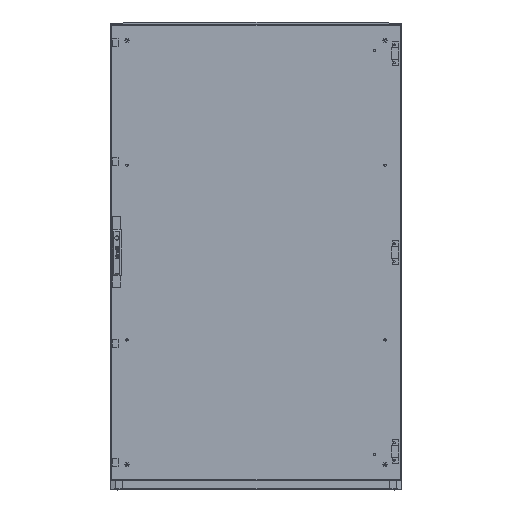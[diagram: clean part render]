
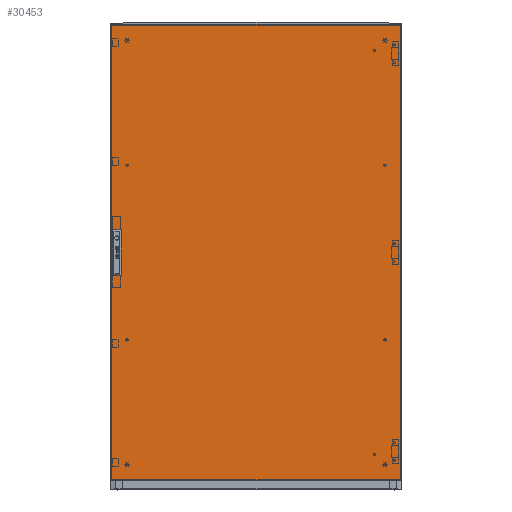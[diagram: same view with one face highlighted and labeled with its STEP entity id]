
A CAD part, top view. The second image highlights one B-rep face of the part: STEP entity #30453.
In plain terms, the highlighted planar face has unit normal (0, 0, 1).
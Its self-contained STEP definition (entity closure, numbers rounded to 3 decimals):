
#9 = CARTESIAN_POINT ( 'NONE',  ( 497., -783.5, 0. ) ) ;
#1114 = AXIS2_PLACEMENT_3D ( 'NONE', #80111, #47399, #104856 ) ;
#2741 = LINE ( 'NONE', #79373, #43780 ) ;
#3779 = CARTESIAN_POINT ( 'NONE',  ( -497., -783.5, 0. ) ) ;
#5487 = CARTESIAN_POINT ( 'NONE',  ( 497., 783.5, 0. ) ) ;
#9183 = VECTOR ( 'NONE', #66155, 1000. ) ;
#10105 = VERTEX_POINT ( 'NONE', #9 ) ;
#10287 = EDGE_CURVE ( 'NONE', #59829, #10105, #55285, .T. ) ;
#12180 = DIRECTION ( 'NONE',  ( 0., -1., 0. ) ) ;
#13651 = DIRECTION ( 'NONE',  ( 1., 0., 0. ) ) ;
#15496 = FACE_OUTER_BOUND ( 'NONE', #49063, .T. ) ;
#20800 = CARTESIAN_POINT ( 'NONE',  ( -493.4, 78.5, 0. ) ) ;
#22603 = VECTOR ( 'NONE', #103176, 1000. ) ;
#23768 = LINE ( 'NONE', #53257, #43187 ) ;
#29377 = ORIENTED_EDGE ( 'NONE', *, *, #74082, .T. ) ;
#30250 = CARTESIAN_POINT ( 'NONE',  ( -493.4, -78.5, 0. ) ) ;
#30453 = ADVANCED_FACE ( 'NONE', ( #78530, #15496 ), #63617, .T. ) ;
#30684 = VECTOR ( 'NONE', #76400, 1000. ) ;
#31303 = VECTOR ( 'NONE', #34809, 1000. ) ;
#31915 = ORIENTED_EDGE ( 'NONE', *, *, #10287, .T. ) ;
#32929 = ORIENTED_EDGE ( 'NONE', *, *, #93207, .T. ) ;
#34240 = VERTEX_POINT ( 'NONE', #20800 ) ;
#34809 = DIRECTION ( 'NONE',  ( 0., -1., 0. ) ) ;
#37262 = VERTEX_POINT ( 'NONE', #5487 ) ;
#39195 = EDGE_CURVE ( 'NONE', #34240, #53718, #99702, .T. ) ;
#43103 = CARTESIAN_POINT ( 'NONE',  ( -497., 783.5, 0. ) ) ;
#43187 = VECTOR ( 'NONE', #94102, 1000. ) ;
#43780 = VECTOR ( 'NONE', #13651, 1000. ) ;
#44089 = ORIENTED_EDGE ( 'NONE', *, *, #48454, .F. ) ;
#46924 = VERTEX_POINT ( 'NONE', #67012 ) ;
#47064 = ORIENTED_EDGE ( 'NONE', *, *, #85596, .T. ) ;
#47399 = DIRECTION ( 'NONE',  ( 0., 0., 1. ) ) ;
#48454 = EDGE_CURVE ( 'NONE', #53718, #58852, #2741, .T. ) ;
#49063 = EDGE_LOOP ( 'NONE', ( #47064, #32929, #92236, #31915 ) ) ;
#50328 = LINE ( 'NONE', #90496, #9183 ) ;
#50848 = ORIENTED_EDGE ( 'NONE', *, *, #59873, .T. ) ;
#53257 = CARTESIAN_POINT ( 'NONE',  ( 497., 783.5, 0. ) ) ;
#53718 = VERTEX_POINT ( 'NONE', #30250 ) ;
#55285 = LINE ( 'NONE', #68172, #30684 ) ;
#55720 = CARTESIAN_POINT ( 'NONE',  ( -463., -78.5, 0. ) ) ;
#56064 = VECTOR ( 'NONE', #12180, 1000. ) ;
#58143 = EDGE_CURVE ( 'NONE', #61919, #59829, #96858, .T. ) ;
#58852 = VERTEX_POINT ( 'NONE', #55720 ) ;
#59829 = VERTEX_POINT ( 'NONE', #3779 ) ;
#59873 = EDGE_CURVE ( 'NONE', #46924, #58852, #88207, .T. ) ;
#61453 = CARTESIAN_POINT ( 'NONE',  ( -493.4, 0., 0. ) ) ;
#61919 = VERTEX_POINT ( 'NONE', #79083 ) ;
#63617 = PLANE ( 'NONE',  #1114 ) ;
#64311 = ORIENTED_EDGE ( 'NONE', *, *, #39195, .F. ) ;
#66155 = DIRECTION ( 'NONE',  ( -1., 0., 0. ) ) ;
#67012 = CARTESIAN_POINT ( 'NONE',  ( -463., 78.5, 0. ) ) ;
#68172 = CARTESIAN_POINT ( 'NONE',  ( -497., -783.5, 0. ) ) ;
#74082 = EDGE_CURVE ( 'NONE', #34240, #46924, #79614, .T. ) ;
#76400 = DIRECTION ( 'NONE',  ( 1., 0., 0. ) ) ;
#77056 = VECTOR ( 'NONE', #86788, 1000. ) ;
#78530 = FACE_BOUND ( 'NONE', #82958, .T. ) ;
#79083 = CARTESIAN_POINT ( 'NONE',  ( -497., 783.5, 0. ) ) ;
#79373 = CARTESIAN_POINT ( 'NONE',  ( -493.4, -78.5, 0. ) ) ;
#79614 = LINE ( 'NONE', #87148, #77056 ) ;
#80111 = CARTESIAN_POINT ( 'NONE',  ( 0., 0., 0. ) ) ;
#82958 = EDGE_LOOP ( 'NONE', ( #29377, #50848, #44089, #64311 ) ) ;
#85596 = EDGE_CURVE ( 'NONE', #10105, #37262, #23768, .T. ) ;
#86788 = DIRECTION ( 'NONE',  ( 1., 0., 0. ) ) ;
#87148 = CARTESIAN_POINT ( 'NONE',  ( -493.4, 78.5, 0. ) ) ;
#88207 = LINE ( 'NONE', #94884, #22603 ) ;
#90496 = CARTESIAN_POINT ( 'NONE',  ( -497., 783.5, 0. ) ) ;
#92236 = ORIENTED_EDGE ( 'NONE', *, *, #58143, .T. ) ;
#93207 = EDGE_CURVE ( 'NONE', #37262, #61919, #50328, .T. ) ;
#94102 = DIRECTION ( 'NONE',  ( 0., 1., 0. ) ) ;
#94884 = CARTESIAN_POINT ( 'NONE',  ( -463., 0., 0. ) ) ;
#96858 = LINE ( 'NONE', #43103, #31303 ) ;
#99702 = LINE ( 'NONE', #61453, #56064 ) ;
#103176 = DIRECTION ( 'NONE',  ( 0., -1., 0. ) ) ;
#104856 = DIRECTION ( 'NONE',  ( 1., 0., 0. ) ) ;
